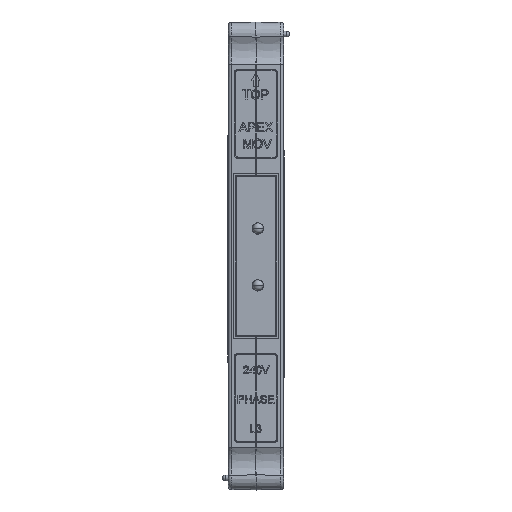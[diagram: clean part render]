
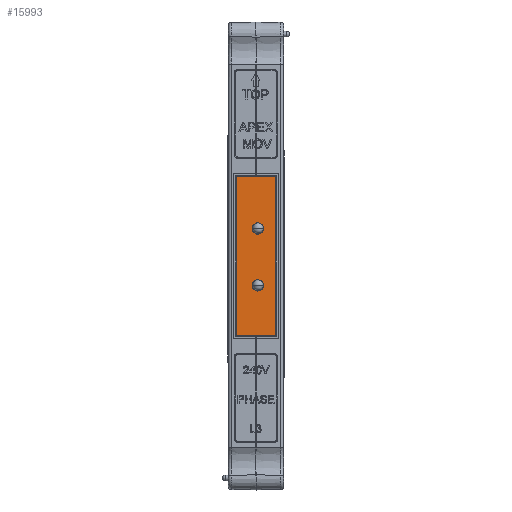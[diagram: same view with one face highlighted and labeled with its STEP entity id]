
A CAD part, top view. The second image highlights one B-rep face of the part: STEP entity #15993.
In plain terms, the highlighted planar face has unit normal (0, 0, 1).
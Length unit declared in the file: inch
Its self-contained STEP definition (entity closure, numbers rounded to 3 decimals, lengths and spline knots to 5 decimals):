
#707 = CARTESIAN_POINT ( 'NONE',  ( 0.395, -1.445, 0.04 ) ) ;
#905 = CIRCLE ( 'NONE', #48308, 0.1 ) ;
#1040 = CARTESIAN_POINT ( 'NONE',  ( -0.395, -1.445, 0.04 ) ) ;
#1112 = DIRECTION ( 'NONE',  ( -1., 0., 0. ) ) ;
#1173 = VERTEX_POINT ( 'NONE', #28940 ) ;
#1302 = CARTESIAN_POINT ( 'NONE',  ( 0., 0., 0.04 ) ) ;
#1659 = AXIS2_PLACEMENT_3D ( 'NONE', #43792, #34546, #39476 ) ;
#3375 = VERTEX_POINT ( 'NONE', #7672 ) ;
#4935 = CARTESIAN_POINT ( 'NONE',  ( -0.395, 1.445, 0.04 ) ) ;
#5021 = DIRECTION ( 'NONE',  ( 0., 1., 0. ) ) ;
#5812 = ORIENTED_EDGE ( 'NONE', *, *, #26254, .T. ) ;
#6786 = CARTESIAN_POINT ( 'NONE',  ( 0.395, -1.445, 0.04 ) ) ;
#6787 = LINE ( 'NONE', #707, #12416 ) ;
#7097 = DIRECTION ( 'NONE',  ( 0., -1., 0. ) ) ;
#7672 = CARTESIAN_POINT ( 'NONE',  ( 0.105, 0.505, 0.04 ) ) ;
#7828 = VERTEX_POINT ( 'NONE', #29081 ) ;
#9260 = DIRECTION ( 'NONE',  ( -1., 0., 0. ) ) ;
#9595 = VERTEX_POINT ( 'NONE', #17396 ) ;
#10010 = CIRCLE ( 'NONE', #11319, 0.1 ) ;
#10785 = EDGE_CURVE ( 'NONE', #47985, #7828, #10010, .T. ) ;
#10816 = CARTESIAN_POINT ( 'NONE',  ( 0.005, 0.505, 0.04 ) ) ;
#10902 = LINE ( 'NONE', #4935, #50956 ) ;
#11319 = AXIS2_PLACEMENT_3D ( 'NONE', #23136, #13910, #45300 ) ;
#11739 = FACE_BOUND ( 'NONE', #30641, .T. ) ;
#12204 = VERTEX_POINT ( 'NONE', #55138 ) ;
#12416 = VECTOR ( 'NONE', #5021, 39.37008 ) ;
#12859 = EDGE_CURVE ( 'NONE', #19700, #3375, #905, .T. ) ;
#13910 = DIRECTION ( 'NONE',  ( 0., 0., 1. ) ) ;
#14933 = ORIENTED_EDGE ( 'NONE', *, *, #41327, .T. ) ;
#15936 = ORIENTED_EDGE ( 'NONE', *, *, #32663, .T. ) ;
#15993 = ADVANCED_FACE ( 'NONE', ( #30717, #11739, #22310 ), #23508, .F. ) ;
#17396 = CARTESIAN_POINT ( 'NONE',  ( 0.395, 1.445, 0.04 ) ) ;
#18267 = VECTOR ( 'NONE', #38342, 39.37008 ) ;
#19209 = DIRECTION ( 'NONE',  ( 0., 0., -1. ) ) ;
#19700 = VERTEX_POINT ( 'NONE', #40384 ) ;
#20365 = EDGE_CURVE ( 'NONE', #7828, #47985, #57519, .T. ) ;
#21065 = VECTOR ( 'NONE', #7097, 39.37008 ) ;
#22310 = FACE_OUTER_BOUND ( 'NONE', #42034, .T. ) ;
#22799 = ORIENTED_EDGE ( 'NONE', *, *, #32317, .F. ) ;
#23136 = CARTESIAN_POINT ( 'NONE',  ( 0.005, -0.495, 0.04 ) ) ;
#23420 = ORIENTED_EDGE ( 'NONE', *, *, #20365, .F. ) ;
#23508 = PLANE ( 'NONE',  #39044 ) ;
#24564 = DIRECTION ( 'NONE',  ( 1., 0., 0. ) ) ;
#26254 = EDGE_CURVE ( 'NONE', #50069, #9595, #6787, .T. ) ;
#27339 = ORIENTED_EDGE ( 'NONE', *, *, #10785, .F. ) ;
#28842 = EDGE_CURVE ( 'NONE', #1173, #12204, #32962, .T. ) ;
#28940 = CARTESIAN_POINT ( 'NONE',  ( -0.395, 1.445, 0.04 ) ) ;
#29073 = DIRECTION ( 'NONE',  ( 0., 0., 1. ) ) ;
#29081 = CARTESIAN_POINT ( 'NONE',  ( -0.095, -0.495, 0.04 ) ) ;
#29294 = ORIENTED_EDGE ( 'NONE', *, *, #12859, .F. ) ;
#30641 = EDGE_LOOP ( 'NONE', ( #27339, #23420 ) ) ;
#30717 = FACE_BOUND ( 'NONE', #50132, .T. ) ;
#32317 = EDGE_CURVE ( 'NONE', #3375, #19700, #56732, .T. ) ;
#32663 = EDGE_CURVE ( 'NONE', #9595, #1173, #10902, .T. ) ;
#32962 = LINE ( 'NONE', #42833, #21065 ) ;
#34546 = DIRECTION ( 'NONE',  ( 0., 0., 1. ) ) ;
#35415 = DIRECTION ( 'NONE',  ( 0., 0., 1. ) ) ;
#37374 = CARTESIAN_POINT ( 'NONE',  ( 0.105, -0.495, 0.04 ) ) ;
#38342 = DIRECTION ( 'NONE',  ( 1., 0., 0. ) ) ;
#39044 = AXIS2_PLACEMENT_3D ( 'NONE', #1302, #19209, #1112 ) ;
#39476 = DIRECTION ( 'NONE',  ( 1., 0., 0. ) ) ;
#40384 = CARTESIAN_POINT ( 'NONE',  ( -0.095, 0.505, 0.04 ) ) ;
#41327 = EDGE_CURVE ( 'NONE', #12204, #50069, #49857, .T. ) ;
#42034 = EDGE_LOOP ( 'NONE', ( #5812, #15936, #43116, #14933 ) ) ;
#42833 = CARTESIAN_POINT ( 'NONE',  ( -0.395, -1.445, 0.04 ) ) ;
#43116 = ORIENTED_EDGE ( 'NONE', *, *, #28842, .T. ) ;
#43571 = AXIS2_PLACEMENT_3D ( 'NONE', #53934, #35415, #44482 ) ;
#43792 = CARTESIAN_POINT ( 'NONE',  ( 0.005, -0.495, 0.04 ) ) ;
#44482 = DIRECTION ( 'NONE',  ( 1., 0., 0. ) ) ;
#45300 = DIRECTION ( 'NONE',  ( 1., 0., 0. ) ) ;
#47985 = VERTEX_POINT ( 'NONE', #37374 ) ;
#48308 = AXIS2_PLACEMENT_3D ( 'NONE', #10816, #29073, #24564 ) ;
#49857 = LINE ( 'NONE', #1040, #18267 ) ;
#50069 = VERTEX_POINT ( 'NONE', #6786 ) ;
#50132 = EDGE_LOOP ( 'NONE', ( #22799, #29294 ) ) ;
#50956 = VECTOR ( 'NONE', #9260, 39.37008 ) ;
#53934 = CARTESIAN_POINT ( 'NONE',  ( 0.005, 0.505, 0.04 ) ) ;
#55138 = CARTESIAN_POINT ( 'NONE',  ( -0.395, -1.445, 0.04 ) ) ;
#56732 = CIRCLE ( 'NONE', #43571, 0.1 ) ;
#57519 = CIRCLE ( 'NONE', #1659, 0.1 ) ;
